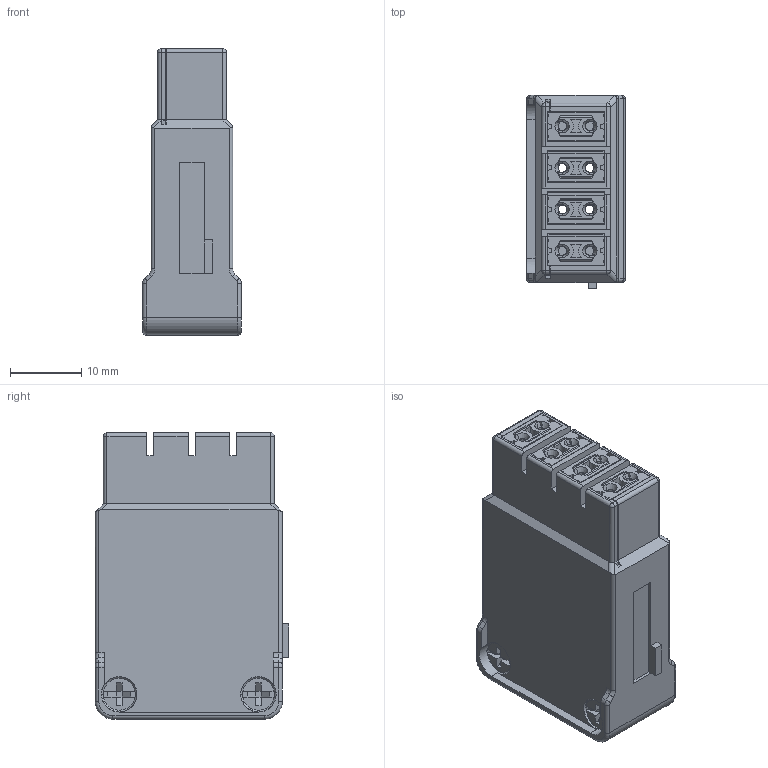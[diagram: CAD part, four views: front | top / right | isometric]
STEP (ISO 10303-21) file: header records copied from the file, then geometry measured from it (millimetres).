
FILE_DESCRIPTION((''),'2;1');
FILE_NAME('ASM0035_ASM','2021-10-18T',('dn.ye'),(''),'PRO/ENGINEER BY PARAMETRIC TECHNOLOGY CORPORATION, 2012480','PRO/ENGINEER BY PARAMETRIC TECHNOLOGY CORPORATION, 2012480','');
FILE_SCHEMA(('AUTOMOTIVE_DESIGN { 1 0 10303 214 1 1 1 1 }'));
Length unit declared in the file: millimetre
Products named in the file (4): MANIFOLD_SOLID_BREP_19631; MANIFOLD_SOLID_BREP_60686; S_HMGB-008-FC1_16_ASM; ASM0035_ASM
Assembly tree (3 placements, depth 3):
  ASM0035_ASM
    S_HMGB-008-FC1_16_ASM
      MANIFOLD_SOLID_BREP_19631
      MANIFOLD_SOLID_BREP_60686
Bounding box: 13.9 x 27.25 x 40.3 mm (x, y, z)
Volume: 7725.1 mm3; surface area: 15529.9 mm2
Topology: 2 solids, 6 shells, 1717 faces, 4975 edges, 3205 vertices
Faces by surface type: plane 1040, cylinder 508, cone 80, torus 45, bspline 25, sphere 17, extrusion 2
Entity records: 60714 total; most frequent: CARTESIAN_POINT 15463, ORIENTED_EDGE 9896, DIRECTION 8945, EDGE_CURVE 4958, VECTOR 3359, LINE 3357, VERTEX_POINT 3205, AXIS2_PLACEMENT_3D 2793
